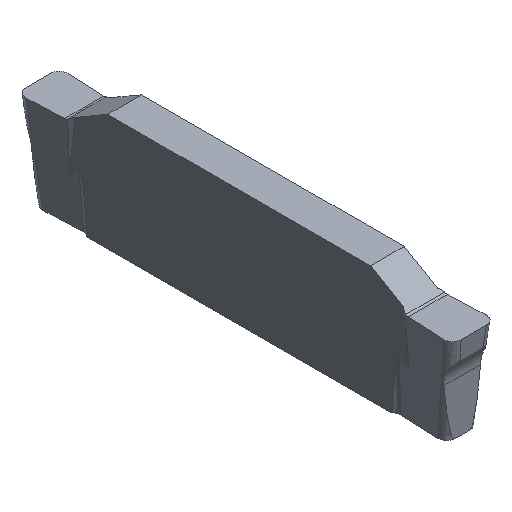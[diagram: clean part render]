
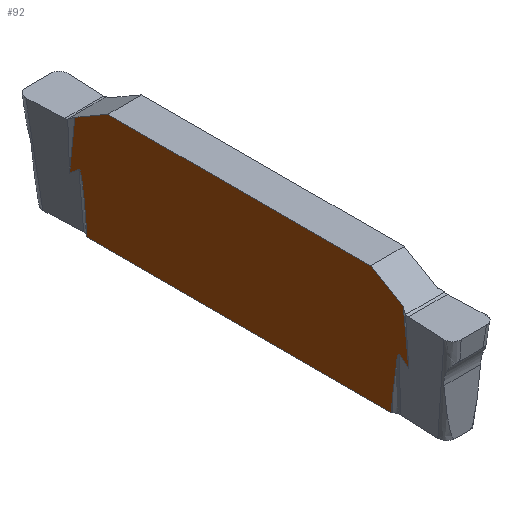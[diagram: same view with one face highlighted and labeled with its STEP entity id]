
A CAD part, isometric view. The second image highlights one B-rep face of the part: STEP entity #92.
In plain terms, the highlighted planar face has unit normal (-1, 0, 0).
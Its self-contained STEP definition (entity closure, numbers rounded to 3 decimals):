
#65=B_SPLINE_CURVE_WITH_KNOTS('',3,(#1228,#1229,#1230,#1231,#1232,#1233,
#1234,#1235,#1236,#1237,#1238,#1239,#1240,#1241,#1242,#1243,#1244,#1245,
#1246,#1247,#1248,#1249,#1250,#1251,#1252,#1253,#1254,#1255),
 .UNSPECIFIED.,.F.,.F.,(4,3,3,3,3,3,3,3,3,4),(0.,0.004,0.008,
0.011,0.016,0.024,0.052,
0.187,0.723,1.),.UNSPECIFIED.);
#66=B_SPLINE_CURVE_WITH_KNOTS('',3,(#1260,#1261,#1262,#1263,#1264,#1265,
#1266,#1267,#1268,#1269,#1270,#1271,#1272,#1273,#1274,#1275,#1276,#1277,
#1278,#1279,#1280,#1281,#1282,#1283,#1284,#1285,#1286,#1287,#1288,#1289,
#1290,#1291,#1292,#1293,#1294,#1295,#1296,#1297,#1298,#1299,#1300,#1301,
#1302),.UNSPECIFIED.,.F.,.F.,(4,3,3,3,3,3,3,3,3,3,3,3,3,3,4),(0.,0.314,
0.647,0.814,0.881,0.921,
0.945,0.961,0.975,0.982,
0.987,0.991,0.994,0.998,
1.),.UNSPECIFIED.);
#92=ADVANCED_FACE('SIDE_IB_1_SU5',(#154),#126,.F.);
#126=PLANE('',#789);
#154=FACE_OUTER_BOUND('',#192,.T.);
#192=EDGE_LOOP('',(#267,#268,#269,#270,#271,#272,#273,#274,#275,#276,#277,
#278));
#267=ORIENTED_EDGE('',*,*,#549,.T.);
#268=ORIENTED_EDGE('',*,*,#550,.T.);
#269=ORIENTED_EDGE('',*,*,#551,.T.);
#270=ORIENTED_EDGE('',*,*,#552,.T.);
#271=ORIENTED_EDGE('',*,*,#522,.F.);
#272=ORIENTED_EDGE('',*,*,#553,.T.);
#273=ORIENTED_EDGE('',*,*,#554,.T.);
#274=ORIENTED_EDGE('',*,*,#555,.T.);
#275=ORIENTED_EDGE('',*,*,#556,.T.);
#276=ORIENTED_EDGE('',*,*,#557,.F.);
#277=ORIENTED_EDGE('',*,*,#558,.F.);
#278=ORIENTED_EDGE('',*,*,#559,.F.);
#450=VERTEX_POINT('',#1016);
#451=VERTEX_POINT('',#1018);
#471=VERTEX_POINT('',#1224);
#472=VERTEX_POINT('',#1225);
#473=VERTEX_POINT('',#1227);
#474=VERTEX_POINT('',#1256);
#475=VERTEX_POINT('',#1259);
#476=VERTEX_POINT('',#1303);
#477=VERTEX_POINT('',#1305);
#478=VERTEX_POINT('',#1307);
#479=VERTEX_POINT('',#1309);
#480=VERTEX_POINT('',#1311);
#522=EDGE_CURVE('',#450,#451,#626,.T.);
#549=EDGE_CURVE('',#471,#472,#637,.T.);
#550=EDGE_CURVE('',#472,#473,#638,.T.);
#551=EDGE_CURVE('',#473,#474,#65,.T.);
#552=EDGE_CURVE('',#474,#451,#639,.T.);
#553=EDGE_CURVE('',#450,#475,#640,.T.);
#554=EDGE_CURVE('',#475,#476,#66,.T.);
#555=EDGE_CURVE('',#476,#477,#641,.T.);
#556=EDGE_CURVE('',#477,#478,#642,.T.);
#557=EDGE_CURVE('',#479,#478,#643,.T.);
#558=EDGE_CURVE('',#480,#479,#644,.T.);
#559=EDGE_CURVE('',#471,#480,#645,.T.);
#626=LINE('',#1017,#686);
#637=LINE('',#1223,#697);
#638=LINE('',#1226,#698);
#639=LINE('',#1257,#699);
#640=LINE('',#1258,#700);
#641=LINE('',#1304,#701);
#642=LINE('',#1306,#702);
#643=LINE('',#1308,#703);
#644=LINE('',#1310,#704);
#645=LINE('',#1312,#705);
#686=VECTOR('',#829,1.);
#697=VECTOR('',#854,1.);
#698=VECTOR('',#855,1.);
#699=VECTOR('',#856,1.);
#700=VECTOR('',#857,1.);
#701=VECTOR('',#858,1.);
#702=VECTOR('',#859,1.);
#703=VECTOR('',#860,1.);
#704=VECTOR('',#861,1.);
#705=VECTOR('',#862,1.);
#789=AXIS2_PLACEMENT_3D('',#1313,#863,#864);
#829=DIRECTION('',(0.,1.,0.));
#854=DIRECTION('',(0.,0.104,-0.995));
#855=DIRECTION('',(0.,-0.769,0.64));
#856=DIRECTION('',(0.,-0.087,-0.996));
#857=DIRECTION('',(0.,-0.087,0.996));
#858=DIRECTION('',(0.,-0.769,-0.64));
#859=DIRECTION('',(0.,0.104,0.995));
#860=DIRECTION('',(0.,-0.866,-0.5));
#861=DIRECTION('',(0.,-1.,0.));
#862=DIRECTION('',(0.,-0.866,0.5));
#863=DIRECTION('',(1.,0.,0.));
#864=DIRECTION('',(0.,0.,-1.));
#1016=CARTESIAN_POINT('',(-0.8,-7.209,-4.47));
#1017=CARTESIAN_POINT('',(-0.8,0.,-4.47));
#1018=CARTESIAN_POINT('',(-0.8,7.209,-4.47));
#1223=CARTESIAN_POINT('',(-0.8,7.718,0.809));
#1224=CARTESIAN_POINT('',(-0.8,7.786,0.168));
#1225=CARTESIAN_POINT('',(-0.8,8.039,-2.249));
#1226=CARTESIAN_POINT('',(-0.8,2.184,2.624));
#1227=CARTESIAN_POINT('',(-0.8,7.596,-1.88));
#1228=CARTESIAN_POINT('',(-0.8,7.596,-1.88));
#1229=CARTESIAN_POINT('',(-0.8,7.594,-1.879));
#1230=CARTESIAN_POINT('',(-0.8,7.592,-1.877));
#1231=CARTESIAN_POINT('',(-0.8,7.589,-1.876));
#1232=CARTESIAN_POINT('',(-0.8,7.587,-1.875));
#1233=CARTESIAN_POINT('',(-0.8,7.584,-1.874));
#1234=CARTESIAN_POINT('',(-0.8,7.582,-1.874));
#1235=CARTESIAN_POINT('',(-0.8,7.579,-1.874));
#1236=CARTESIAN_POINT('',(-0.8,7.577,-1.875));
#1237=CARTESIAN_POINT('',(-0.8,7.575,-1.875));
#1238=CARTESIAN_POINT('',(-0.8,7.572,-1.876));
#1239=CARTESIAN_POINT('',(-0.8,7.569,-1.878));
#1240=CARTESIAN_POINT('',(-0.8,7.567,-1.879));
#1241=CARTESIAN_POINT('',(-0.8,7.562,-1.882));
#1242=CARTESIAN_POINT('',(-0.8,7.559,-1.886));
#1243=CARTESIAN_POINT('',(-0.8,7.555,-1.891));
#1244=CARTESIAN_POINT('',(-0.8,7.544,-1.905));
#1245=CARTESIAN_POINT('',(-0.8,7.536,-1.922));
#1246=CARTESIAN_POINT('',(-0.8,7.529,-1.939));
#1247=CARTESIAN_POINT('',(-0.8,7.495,-2.021));
#1248=CARTESIAN_POINT('',(-0.8,7.478,-2.109));
#1249=CARTESIAN_POINT('',(-0.8,7.461,-2.195));
#1250=CARTESIAN_POINT('',(-0.8,7.393,-2.538));
#1251=CARTESIAN_POINT('',(-0.8,7.356,-2.888));
#1252=CARTESIAN_POINT('',(-0.8,7.32,-3.236));
#1253=CARTESIAN_POINT('',(-0.8,7.302,-3.416));
#1254=CARTESIAN_POINT('',(-0.8,7.285,-3.595));
#1255=CARTESIAN_POINT('',(-0.8,7.269,-3.775));
#1256=CARTESIAN_POINT('',(-0.8,7.269,-3.775));
#1257=CARTESIAN_POINT('',(-0.8,7.542,-0.66));
#1258=CARTESIAN_POINT('',(-0.8,-7.542,-0.66));
#1259=CARTESIAN_POINT('',(-0.8,-7.269,-3.775));
#1260=CARTESIAN_POINT('',(-0.8,-7.269,-3.775));
#1261=CARTESIAN_POINT('',(-0.8,-7.287,-3.571));
#1262=CARTESIAN_POINT('',(-0.8,-7.307,-3.366));
#1263=CARTESIAN_POINT('',(-0.8,-7.328,-3.162));
#1264=CARTESIAN_POINT('',(-0.8,-7.351,-2.946));
#1265=CARTESIAN_POINT('',(-0.8,-7.376,-2.73));
#1266=CARTESIAN_POINT('',(-0.8,-7.407,-2.516));
#1267=CARTESIAN_POINT('',(-0.8,-7.423,-2.407));
#1268=CARTESIAN_POINT('',(-0.8,-7.44,-2.299));
#1269=CARTESIAN_POINT('',(-0.8,-7.462,-2.192));
#1270=CARTESIAN_POINT('',(-0.8,-7.47,-2.149));
#1271=CARTESIAN_POINT('',(-0.8,-7.48,-2.106));
#1272=CARTESIAN_POINT('',(-0.8,-7.49,-2.064));
#1273=CARTESIAN_POINT('',(-0.8,-7.497,-2.038));
#1274=CARTESIAN_POINT('',(-0.8,-7.504,-2.013));
#1275=CARTESIAN_POINT('',(-0.8,-7.512,-1.988));
#1276=CARTESIAN_POINT('',(-0.8,-7.516,-1.973));
#1277=CARTESIAN_POINT('',(-0.8,-7.522,-1.958));
#1278=CARTESIAN_POINT('',(-0.8,-7.528,-1.943));
#1279=CARTESIAN_POINT('',(-0.8,-7.531,-1.934));
#1280=CARTESIAN_POINT('',(-0.8,-7.535,-1.924));
#1281=CARTESIAN_POINT('',(-0.8,-7.54,-1.916));
#1282=CARTESIAN_POINT('',(-0.8,-7.544,-1.907));
#1283=CARTESIAN_POINT('',(-0.8,-7.549,-1.899));
#1284=CARTESIAN_POINT('',(-0.8,-7.554,-1.892));
#1285=CARTESIAN_POINT('',(-0.8,-7.557,-1.888));
#1286=CARTESIAN_POINT('',(-0.8,-7.56,-1.885));
#1287=CARTESIAN_POINT('',(-0.8,-7.564,-1.882));
#1288=CARTESIAN_POINT('',(-0.8,-7.566,-1.88));
#1289=CARTESIAN_POINT('',(-0.8,-7.569,-1.878));
#1290=CARTESIAN_POINT('',(-0.8,-7.572,-1.876));
#1291=CARTESIAN_POINT('',(-0.8,-7.574,-1.875));
#1292=CARTESIAN_POINT('',(-0.8,-7.577,-1.875));
#1293=CARTESIAN_POINT('',(-0.8,-7.579,-1.874));
#1294=CARTESIAN_POINT('',(-0.8,-7.581,-1.874));
#1295=CARTESIAN_POINT('',(-0.8,-7.584,-1.874));
#1296=CARTESIAN_POINT('',(-0.8,-7.586,-1.875));
#1297=CARTESIAN_POINT('',(-0.8,-7.588,-1.876));
#1298=CARTESIAN_POINT('',(-0.8,-7.591,-1.877));
#1299=CARTESIAN_POINT('',(-0.8,-7.593,-1.878));
#1300=CARTESIAN_POINT('',(-0.8,-7.594,-1.879));
#1301=CARTESIAN_POINT('',(-0.8,-7.595,-1.88));
#1302=CARTESIAN_POINT('',(-0.8,-7.596,-1.88));
#1303=CARTESIAN_POINT('',(-0.8,-7.596,-1.88));
#1304=CARTESIAN_POINT('',(-0.8,-2.184,2.624));
#1305=CARTESIAN_POINT('',(-0.8,-8.039,-2.249));
#1306=CARTESIAN_POINT('',(-0.8,-7.718,0.809));
#1307=CARTESIAN_POINT('',(-0.8,-7.786,0.168));
#1308=CARTESIAN_POINT('',(-0.8,-2.019,3.497));
#1309=CARTESIAN_POINT('',(-0.8,-6.222,1.07));
#1310=CARTESIAN_POINT('',(-0.8,0.,1.07));
#1311=CARTESIAN_POINT('',(-0.8,6.222,1.07));
#1312=CARTESIAN_POINT('',(-0.8,2.019,3.497));
#1313=CARTESIAN_POINT('',(-0.8,0.,0.));
